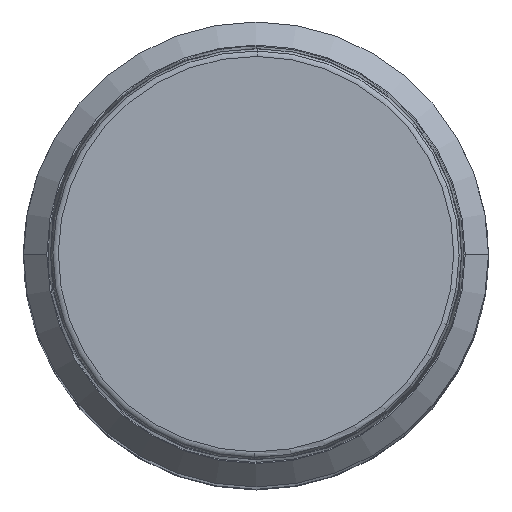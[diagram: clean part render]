
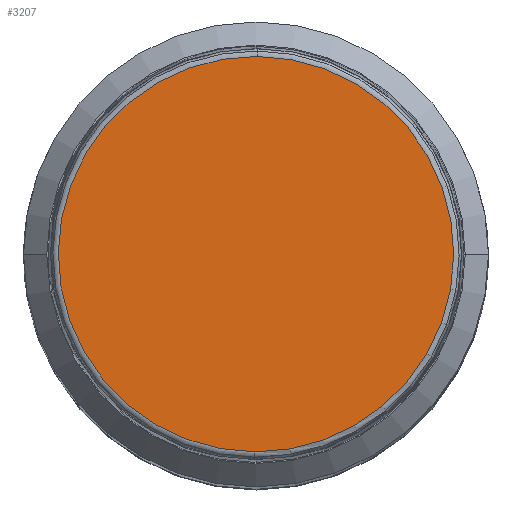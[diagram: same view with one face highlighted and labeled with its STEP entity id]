
A CAD part, top view. The second image highlights one B-rep face of the part: STEP entity #3207.
In plain terms, the highlighted face is planar.
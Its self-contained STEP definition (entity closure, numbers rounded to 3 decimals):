
#2542=CARTESIAN_POINT('',(0.,0.,-4.));
#2543=DIRECTION('',(0.,0.,-1.));
#2544=DIRECTION('',(1.,0.,0.));
#2545=AXIS2_PLACEMENT_3D('',#2542,#2543,#2544);
#2550=CARTESIAN_POINT('',(0.,0.,-4.));
#2551=DIRECTION('',(0.,0.,-1.));
#2552=DIRECTION('',(1.,0.008,0.));
#2553=AXIS2_PLACEMENT_3D('',#2550,#2551,#2552);
#2558=CARTESIAN_POINT('',(0.,0.,-4.));
#2559=DIRECTION('',(0.,0.,-1.));
#2560=DIRECTION('',(-1.,-0.008,0.));
#2561=AXIS2_PLACEMENT_3D('',#2558,#2559,#2560);
#2663=CARTESIAN_POINT('',(-5.103,-0.039,-4.));
#2665=VERTEX_POINT('',#2663);
#2669=CARTESIAN_POINT('',(5.103,0.039,-4.));
#2670=VERTEX_POINT('',#2669);
#2675=CARTESIAN_POINT('',(5.103,0.,-4.));
#2676=VERTEX_POINT('',#2675);
#3196=CARTESIAN_POINT('',(0.,0.,-4.));
#3197=DIRECTION('',(0.,0.,1.));
#3198=DIRECTION('',(1.,0.,0.));
#3199=AXIS2_PLACEMENT_3D('',#3196,#3197,#3198);
#3200=PLANE('',#3199);
#3201=ORIENTED_EDGE('',*,*,#3179,.F.);
#3202=ORIENTED_EDGE('',*,*,#3177,.F.);
#3204=ORIENTED_EDGE('',*,*,#3203,.F.);
#3205=EDGE_LOOP('',(#3201,#3202,#3204));
#3206=FACE_OUTER_BOUND('',#3205,.F.);
#3207=ADVANCED_FACE('',(#3206),#3200,.F.);
#2546=CIRCLE('',#2545,5.103);
#2554=CIRCLE('',#2553,5.103);
#2562=CIRCLE('',#2561,5.103);
#3177=EDGE_CURVE('',#2670,#2676,#2554,.T.);
#3179=EDGE_CURVE('',#2676,#2665,#2546,.T.);
#3203=EDGE_CURVE('',#2665,#2670,#2562,.T.);
